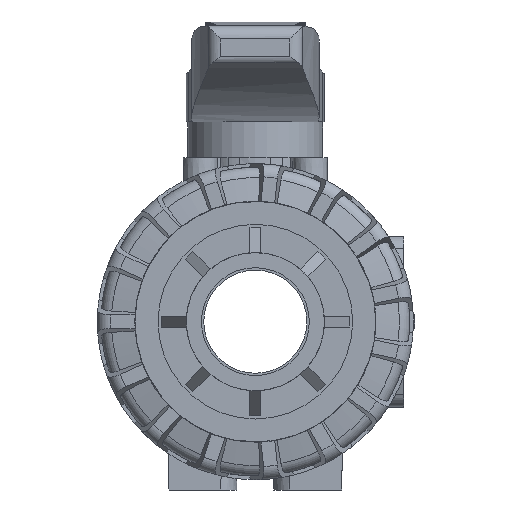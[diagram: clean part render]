
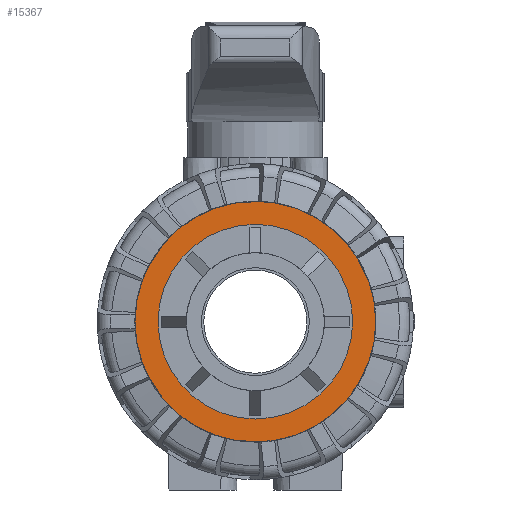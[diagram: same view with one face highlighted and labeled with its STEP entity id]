
A CAD part, left-side view. The second image highlights one B-rep face of the part: STEP entity #15367.
In plain terms, the highlighted face is planar.
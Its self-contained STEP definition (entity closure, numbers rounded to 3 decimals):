
#1210=FACE_BOUND($,#3156,.T.);
#1211=FACE_BOUND($,#3157,.T.);
#1693=CIRCLE($,#16724,22.55);
#1709=CIRCLE($,#16769,27.9);
#3156=EDGE_LOOP($,(#12258));
#3157=EDGE_LOOP($,(#12259));
#6404=VERTEX_POINT($,#26735);
#6412=VERTEX_POINT($,#26823);
#8426=EDGE_CURVE($,#6404,#6404,#1693,.T.);
#8470=EDGE_CURVE($,#6412,#6412,#1709,.T.);
#12258=ORIENTED_EDGE($,*,*,#8426,.T.);
#12259=ORIENTED_EDGE($,*,*,#8470,.T.);
#14551=PLANE($,#16803);
#15367=ADVANCED_FACE($,(#1210,#1211),#14551,.T.);
#16724=AXIS2_PLACEMENT_3D($,#26736,#20331,#20332);
#16769=AXIS2_PLACEMENT_3D($,#26824,#20435,#20436);
#16803=AXIS2_PLACEMENT_3D($,#26860,#20505,#20506);
#20331=DIRECTION('center_axis',(0.,0.,-1.));
#20332=DIRECTION('ref_axis',(-1.,0.,0.));
#20435=DIRECTION('center_axis',(0.,0.,1.));
#20436=DIRECTION('ref_axis',(1.,0.,0.));
#20505=DIRECTION('center_axis',(0.,0.,1.));
#20506=DIRECTION('ref_axis',(1.,0.,0.));
#26735=CARTESIAN_POINT('',(22.55,0.,32.5));
#26736=CARTESIAN_POINT('Origin',(0.,0.,32.5));
#26823=CARTESIAN_POINT('',(0.,-27.9,32.5));
#26824=CARTESIAN_POINT('Origin',(0.,0.,32.5));
#26860=CARTESIAN_POINT('Origin',(0.,0.,32.5));
